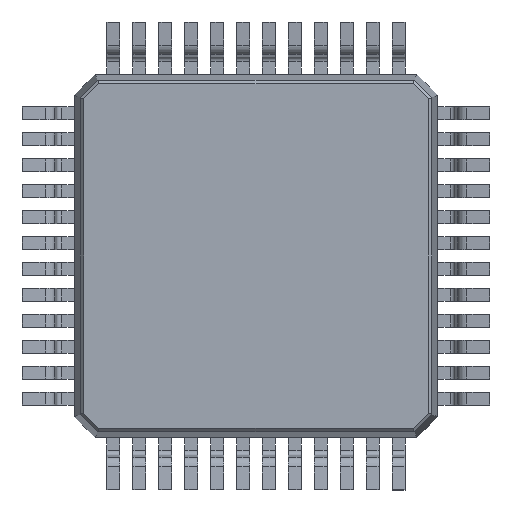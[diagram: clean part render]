
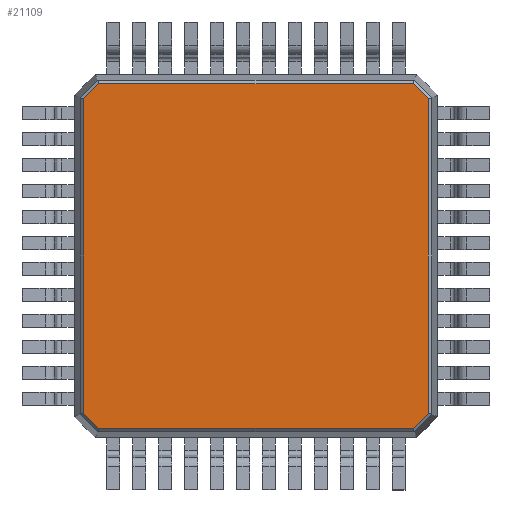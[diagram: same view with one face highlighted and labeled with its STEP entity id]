
A CAD part, front view. The second image highlights one B-rep face of the part: STEP entity #21109.
In plain terms, the highlighted planar face has unit normal (0, -1, 0).
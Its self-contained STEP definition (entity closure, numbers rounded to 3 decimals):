
#1418 = LINE ( 'NONE', #34576, #29890 ) ;
#2767 = PLANE ( 'NONE',  #29102 ) ;
#4547 = ORIENTED_EDGE ( 'NONE', *, *, #36941, .T. ) ;
#4607 = DIRECTION ( 'NONE',  ( 0., 0., 1. ) ) ;
#4797 = VECTOR ( 'NONE', #4607, 1000. ) ;
#4858 = ORIENTED_EDGE ( 'NONE', *, *, #5627, .T. ) ;
#5627 = EDGE_CURVE ( 'NONE', #15713, #29099, #37060, .T. ) ;
#6020 = DIRECTION ( 'NONE',  ( -0.707, 0., -0.707 ) ) ;
#6479 = VECTOR ( 'NONE', #31252, 1000. ) ;
#7251 = VERTEX_POINT ( 'NONE', #35574 ) ;
#8252 = CARTESIAN_POINT ( 'NONE',  ( -3.327, 0.1, 3.028 ) ) ;
#8809 = VERTEX_POINT ( 'NONE', #32245 ) ;
#9929 = CARTESIAN_POINT ( 'NONE',  ( 0., 0.1, 0. ) ) ;
#12089 = DIRECTION ( 'NONE',  ( 0.707, 0., 0.707 ) ) ;
#12241 = EDGE_CURVE ( 'NONE', #35771, #28066, #1418, .T. ) ;
#13540 = DIRECTION ( 'NONE',  ( 0., 0., -1. ) ) ;
#13638 = CARTESIAN_POINT ( 'NONE',  ( -3.177, 0.1, -3.177 ) ) ;
#14468 = ORIENTED_EDGE ( 'NONE', *, *, #32047, .T. ) ;
#14912 = CARTESIAN_POINT ( 'NONE',  ( -3.028, 0.1, 3.327 ) ) ;
#15080 = CARTESIAN_POINT ( 'NONE',  ( -3.327, 0.1, -3.028 ) ) ;
#15713 = VERTEX_POINT ( 'NONE', #29495 ) ;
#16184 = VECTOR ( 'NONE', #23665, 1000. ) ;
#16381 = VERTEX_POINT ( 'NONE', #15080 ) ;
#18123 = VECTOR ( 'NONE', #44843, 1000. ) ;
#18309 = EDGE_CURVE ( 'NONE', #35046, #8809, #34961, .T. ) ;
#18427 = EDGE_CURVE ( 'NONE', #16381, #15713, #32733, .T. ) ;
#19605 = EDGE_LOOP ( 'NONE', ( #4547, #36218, #27694, #21760, #4858, #14468, #39317, #28656 ) ) ;
#20049 = CARTESIAN_POINT ( 'NONE',  ( -3.327, 0.1, 0. ) ) ;
#20780 = DIRECTION ( 'NONE',  ( 0.707, 0., -0.707 ) ) ;
#21109 = ADVANCED_FACE ( 'NONE', ( #36952 ), #2767, .T. ) ;
#21760 = ORIENTED_EDGE ( 'NONE', *, *, #18427, .T. ) ;
#22932 = VECTOR ( 'NONE', #12089, 1000. ) ;
#23537 = CARTESIAN_POINT ( 'NONE',  ( 0., 0.1, -3.327 ) ) ;
#23665 = DIRECTION ( 'NONE',  ( 0., 0., -1. ) ) ;
#24367 = CARTESIAN_POINT ( 'NONE',  ( 3.327, 0.1, 3.028 ) ) ;
#24381 = VECTOR ( 'NONE', #20780, 1000. ) ;
#25764 = DIRECTION ( 'NONE',  ( -1., 0., 0. ) ) ;
#25944 = LINE ( 'NONE', #43453, #42609 ) ;
#27178 = CARTESIAN_POINT ( 'NONE',  ( 3.028, 0.1, -3.327 ) ) ;
#27659 = CARTESIAN_POINT ( 'NONE',  ( 3.177, 0.1, 3.177 ) ) ;
#27694 = ORIENTED_EDGE ( 'NONE', *, *, #43323, .T. ) ;
#28066 = VERTEX_POINT ( 'NONE', #8252 ) ;
#28656 = ORIENTED_EDGE ( 'NONE', *, *, #18309, .T. ) ;
#29099 = VERTEX_POINT ( 'NONE', #27178 ) ;
#29102 = AXIS2_PLACEMENT_3D ( 'NONE', #9929, #34895, #13540 ) ;
#29495 = CARTESIAN_POINT ( 'NONE',  ( -3.028, 0.1, -3.327 ) ) ;
#29890 = VECTOR ( 'NONE', #6020, 1000. ) ;
#31252 = DIRECTION ( 'NONE',  ( -0.707, 0., 0.707 ) ) ;
#32047 = EDGE_CURVE ( 'NONE', #29099, #7251, #32426, .T. ) ;
#32245 = CARTESIAN_POINT ( 'NONE',  ( 3.028, 0.1, 3.327 ) ) ;
#32426 = LINE ( 'NONE', #37012, #22932 ) ;
#32733 = LINE ( 'NONE', #13638, #24381 ) ;
#33001 = CARTESIAN_POINT ( 'NONE',  ( 3.327, 0.1, 0. ) ) ;
#34576 = CARTESIAN_POINT ( 'NONE',  ( -3.177, 0.1, 3.177 ) ) ;
#34895 = DIRECTION ( 'NONE',  ( 0., -1., 0. ) ) ;
#34961 = LINE ( 'NONE', #27659, #6479 ) ;
#35046 = VERTEX_POINT ( 'NONE', #24367 ) ;
#35574 = CARTESIAN_POINT ( 'NONE',  ( 3.327, 0.1, -3.028 ) ) ;
#35771 = VERTEX_POINT ( 'NONE', #14912 ) ;
#35853 = EDGE_CURVE ( 'NONE', #7251, #35046, #43804, .T. ) ;
#36218 = ORIENTED_EDGE ( 'NONE', *, *, #12241, .T. ) ;
#36941 = EDGE_CURVE ( 'NONE', #8809, #35771, #25944, .T. ) ;
#36952 = FACE_OUTER_BOUND ( 'NONE', #19605, .T. ) ;
#37012 = CARTESIAN_POINT ( 'NONE',  ( 3.177, 0.1, -3.177 ) ) ;
#37060 = LINE ( 'NONE', #23537, #18123 ) ;
#39317 = ORIENTED_EDGE ( 'NONE', *, *, #35853, .T. ) ;
#42609 = VECTOR ( 'NONE', #25764, 1000. ) ;
#43323 = EDGE_CURVE ( 'NONE', #28066, #16381, #45736, .T. ) ;
#43453 = CARTESIAN_POINT ( 'NONE',  ( 0., 0.1, 3.327 ) ) ;
#43804 = LINE ( 'NONE', #33001, #4797 ) ;
#44843 = DIRECTION ( 'NONE',  ( 1., 0., 0. ) ) ;
#45736 = LINE ( 'NONE', #20049, #16184 ) ;
